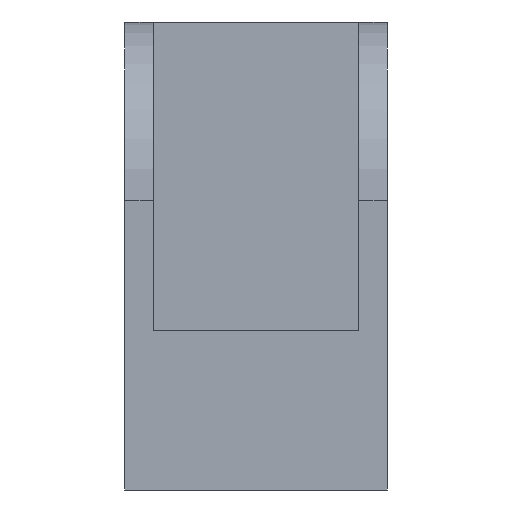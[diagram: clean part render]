
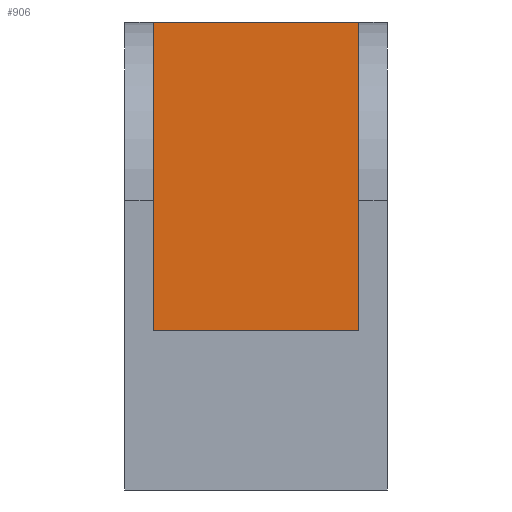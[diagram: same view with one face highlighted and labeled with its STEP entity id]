
A CAD part, front view. The second image highlights one B-rep face of the part: STEP entity #906.
In plain terms, the highlighted planar face has unit normal (0, -1, 0).
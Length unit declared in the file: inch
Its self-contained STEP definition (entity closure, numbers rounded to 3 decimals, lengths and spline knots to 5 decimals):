
#466=CARTESIAN_POINT('',(-0.433,-3.241,1.968));
#467=VERTEX_POINT('',#466);
#474=CARTESIAN_POINT('',(0.433,-3.241,1.968));
#475=VERTEX_POINT('',#474);
#476=CARTESIAN_POINT('',(-0.433,-3.241,1.968));
#477=DIRECTION('',(1.0,0.0,0.0));
#478=VECTOR('',#477,0.866);
#479=LINE('',#476,#478);
#480=EDGE_CURVE('',#467,#475,#479,.T.);
#688=CARTESIAN_POINT('',(0.433,-3.241,0.669));
#689=VERTEX_POINT('',#688);
#690=CARTESIAN_POINT('',(0.433,-3.241,0.669));
#691=DIRECTION('',(0.0,0.0,1.0));
#692=VECTOR('',#691,1.299);
#693=LINE('',#690,#692);
#694=EDGE_CURVE('',#689,#475,#693,.T.);
#760=CARTESIAN_POINT('',(-0.433,-3.241,0.669));
#761=VERTEX_POINT('',#760);
#768=CARTESIAN_POINT('',(-0.433,-3.241,0.669));
#769=DIRECTION('',(0.0,0.0,1.0));
#770=VECTOR('',#769,1.299);
#771=LINE('',#768,#770);
#772=EDGE_CURVE('',#761,#467,#771,.T.);
#890=CARTESIAN_POINT('',(-0.433,-3.241,0.669));
#891=DIRECTION('',(0.0,1.0,0.0));
#892=DIRECTION('',(0.0,0.0,1.0));
#893=AXIS2_PLACEMENT_3D('',#890,#891,#892);
#894=PLANE('',#893);
#895=ORIENTED_EDGE('',*,*,#480,.F.);
#896=ORIENTED_EDGE('',*,*,#772,.F.);
#897=CARTESIAN_POINT('',(0.433,-3.241,0.669));
#898=DIRECTION('',(-1.0,0.0,0.0));
#899=VECTOR('',#898,0.866);
#900=LINE('',#897,#899);
#901=EDGE_CURVE('',#689,#761,#900,.T.);
#902=ORIENTED_EDGE('',*,*,#901,.F.);
#903=ORIENTED_EDGE('',*,*,#694,.T.);
#904=EDGE_LOOP('',(#895,#896,#902,#903));
#905=FACE_OUTER_BOUND('',#904,.T.);
#906=ADVANCED_FACE('',(#905),#894,.F.);
